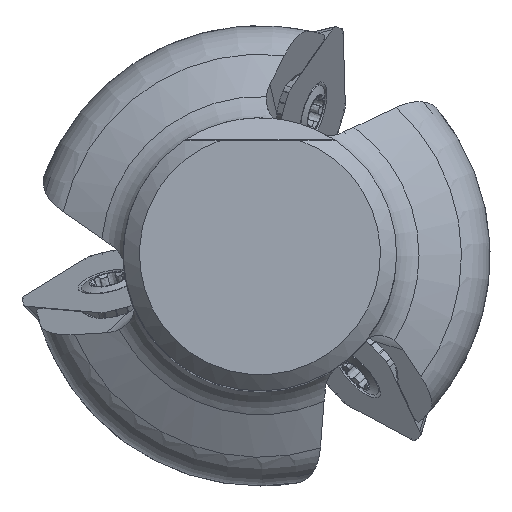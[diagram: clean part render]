
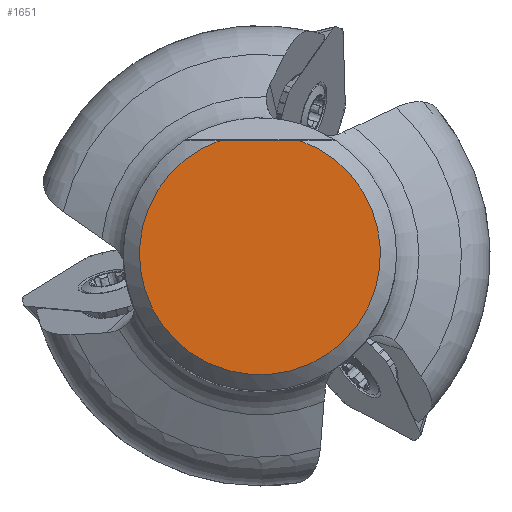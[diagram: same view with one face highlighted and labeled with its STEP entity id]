
A CAD part, top view. The second image highlights one B-rep face of the part: STEP entity #1651.
In plain terms, the highlighted planar face has unit normal (0, 0, 1).
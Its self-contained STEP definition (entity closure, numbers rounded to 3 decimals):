
#331=FACE_OUTER_BOUND('',#2195,.T.);
#608=PLANE('',#6963);
#971=LINE('',#10914,#1274);
#1274=VECTOR('',#7887,1.);
#1651=ADVANCED_FACE('',(#331),#608,.T.);
#2195=EDGE_LOOP('',(#3117,#3118));
#2595=CIRCLE('',#6962,11.197);
#3117=ORIENTED_EDGE('',*,*,#5676,.F.);
#3118=ORIENTED_EDGE('',*,*,#5677,.T.);
#4948=VERTEX_POINT('',#10915);
#4949=VERTEX_POINT('',#10916);
#5676=EDGE_CURVE('',#4948,#4949,#971,.T.);
#5677=EDGE_CURVE('',#4948,#4949,#2595,.T.);
#6962=AXIS2_PLACEMENT_3D('',#10917,#7888,#7889);
#6963=AXIS2_PLACEMENT_3D('',#10918,#7890,#7891);
#7887=DIRECTION('',(1.,0.,0.));
#7888=DIRECTION('',(0.,0.,1.));
#7889=DIRECTION('',(1.,0.,0.));
#7890=DIRECTION('',(0.,0.,1.));
#7891=DIRECTION('',(1.,0.,0.));
#10914=CARTESIAN_POINT('',(0.,10.603,0.));
#10915=CARTESIAN_POINT('',(-3.597,10.603,0.));
#10916=CARTESIAN_POINT('',(3.597,10.603,0.));
#10917=CARTESIAN_POINT('',(0.,0.,0.));
#10918=CARTESIAN_POINT('',(0.,0.,0.));
